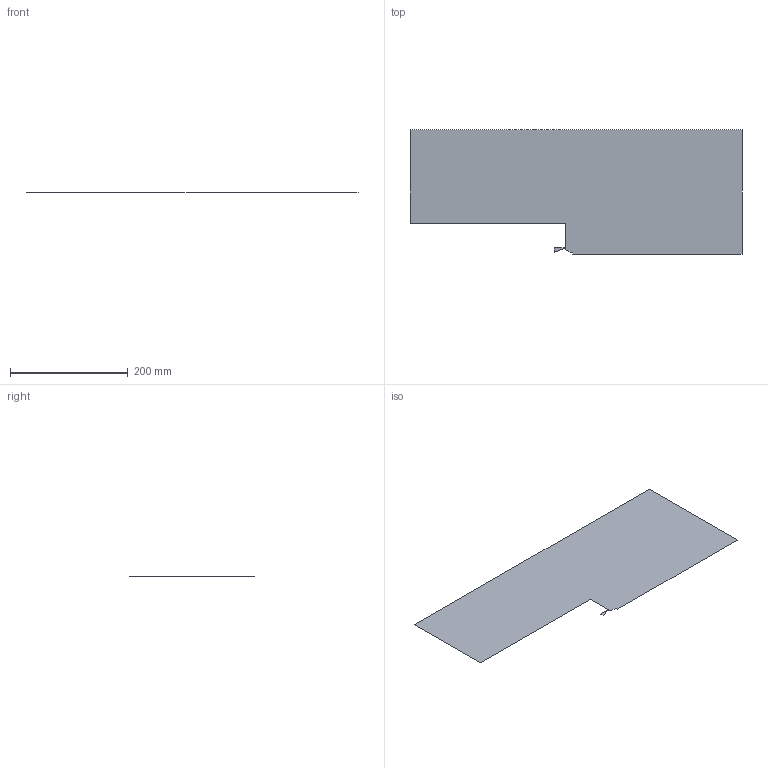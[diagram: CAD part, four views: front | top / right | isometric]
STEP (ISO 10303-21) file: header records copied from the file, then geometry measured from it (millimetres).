
FILE_DESCRIPTION(/* description */ (''),/* implementation_level */ '2;1');
FILE_NAME(/* name */ 'spikeRP.step',/* time_stamp */ '2022-01-19T12:45:20+01:00',/* author */ (''),/* organization */ (''),/* preprocessor_version */ 'ST-DEVELOPER v18.1',/* originating_system */ 'Autodesk Translation Framework v10.10.0.1391',/* authorisation */ '');
FILE_SCHEMA (('AUTOMOTIVE_DESIGN { 1 0 10303 214 3 1 1 }'));
Length unit declared in the file: millimetre
Products named in the file (1): spikeRP
Bounding box: 565 x 212 x 0 mm (x, y, z)
Surface area: 105755.1 mm2 (no closed solid volume)
Topology: 0 solids, 1 shells, 1 faces, 19 edges, 19 vertices
Faces by surface type: plane 1
Entity records: 214 total; most frequent: CARTESIAN_POINT 60, DIRECTION 22, VERTEX_POINT 19, EDGE_CURVE 19, ORIENTED_EDGE 19, LINE 12, VECTOR 12, AXIS2_PLACEMENT_3D 5
